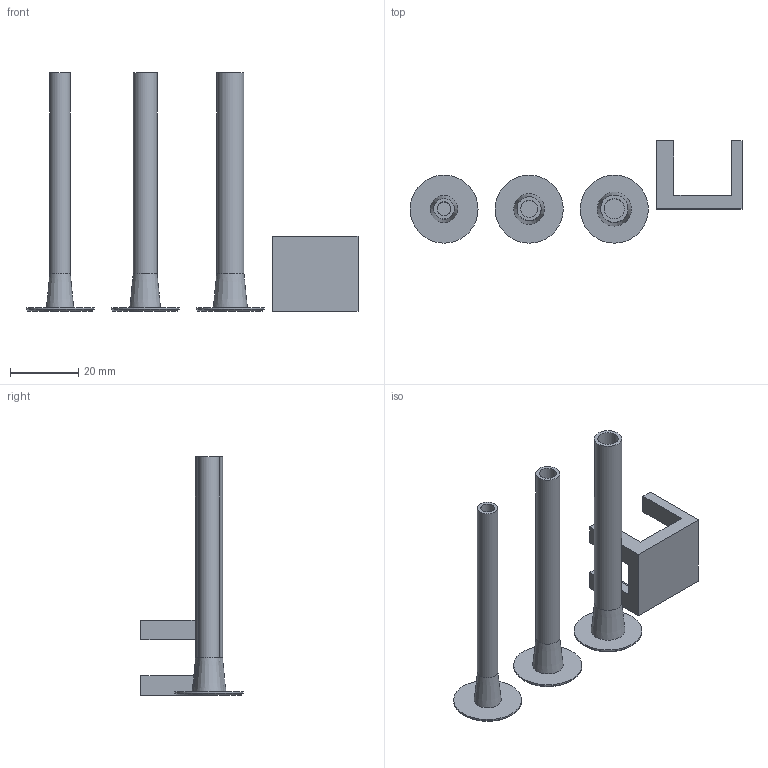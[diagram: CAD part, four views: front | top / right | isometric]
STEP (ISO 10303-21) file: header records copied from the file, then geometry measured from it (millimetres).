
FILE_DESCRIPTION(/* description */ (''),/* implementation_level */ '2;1');
FILE_NAME(/* name */ 'AntibacklashNutInstallationHelper.step',/* time_stamp */ '2025-07-20T15:13:20+02:00',/* author */ (''),/* organization */ (''),/* preprocessor_version */ 'ST-DEVELOPER v20.1',/* originating_system */ 'Autodesk Translation Framework v14.10.0.0',/* authorisation */ '');
FILE_SCHEMA (('AUTOMOTIVE_DESIGN { 1 0 10303 214 3 1 1 }'));
Length unit declared in the file: millimetre
Products named in the file (5): AntibacklashNutInstallationHelper; AntibacklashNutHolder; core6mm; core7mm; core8mm
Assembly tree (4 placements, depth 2):
  AntibacklashNutInstallationHelper
    AntibacklashNutHolder
    core6mm
    core7mm
    core8mm
Bounding box: 97.5 x 30 x 70 mm (x, y, z)
Volume: 8732.2 mm3; surface area: 12555.4 mm2
Topology: 4 solids, 4 shells, 49 faces, 99 edges, 64 vertices
Faces by surface type: plane 34, cylinder 9, cone 6
Full cylindrical faces by diameter (mm): 4 x1, 5 x1, 6 x2, 7 x1, 8 x1, 20 x3
Entity records: 1418 total; most frequent: DIRECTION 239, CARTESIAN_POINT 221, ORIENTED_EDGE 198, EDGE_CURVE 99, AXIS2_PLACEMENT_3D 82, LINE 75, VECTOR 75, VERTEX_POINT 64
